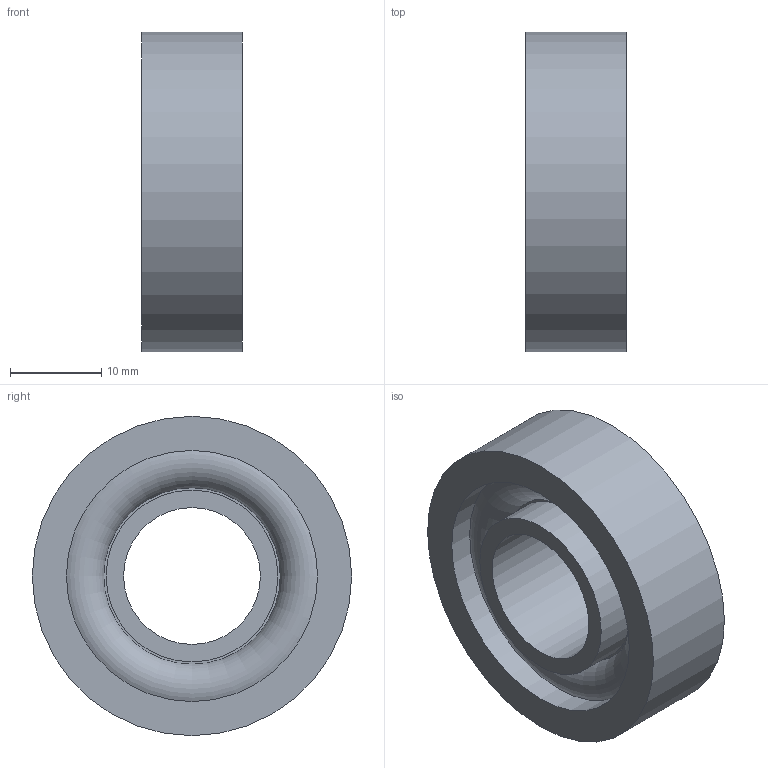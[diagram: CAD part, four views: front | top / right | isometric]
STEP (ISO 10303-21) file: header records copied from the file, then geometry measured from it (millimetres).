
FILE_DESCRIPTION(/* description */ ('STEP AP214'),/* implementation_level */ '2;1');
FILE_NAME(/* name */ '61fa9e51de1f9b6a4c35e5bb',/* time_stamp */ '2022-02-02T15:08:02+00:00',/* author */ (''),/* organization */ (''),/* preprocessor_version */ 'ST-DEVELOPER v18.101',/* originating_system */ ' ',/* authorisation */ ' ');
FILE_SCHEMA (('AUTOMOTIVE_DESIGN {1 0 10303 214 3 1 1}'));
Length unit declared in the file: metre
Products named in the file (1): SKF 7202
Bounding box: 11 x 35 x 35 mm (x, y, z)
Volume: 6752 mm3; surface area: 4559.7 mm2
Topology: 1 solids, 1 shells, 13 faces, 21 edges, 13 vertices
Faces by surface type: cylinder 6, plane 5, torus 2
Full cylindrical faces by diameter (mm): 15 x1, 18.82 x1, 22.84 x1, 27.52 x1, 30.6 x1, 35 x1
Entity records: 298 total; most frequent: DIRECTION 54, CARTESIAN_POINT 40, AXIS2_PLACEMENT_3D 27, ORIENTED_EDGE 26, EDGE_LOOP 26, FACE_BOUND 26, EDGE_CURVE 13, VERTEX_POINT 13
